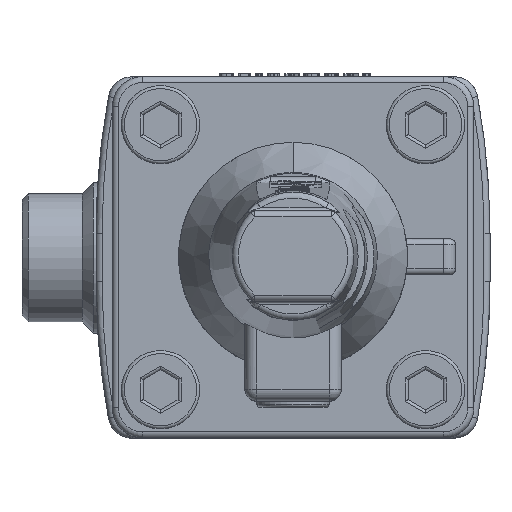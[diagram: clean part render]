
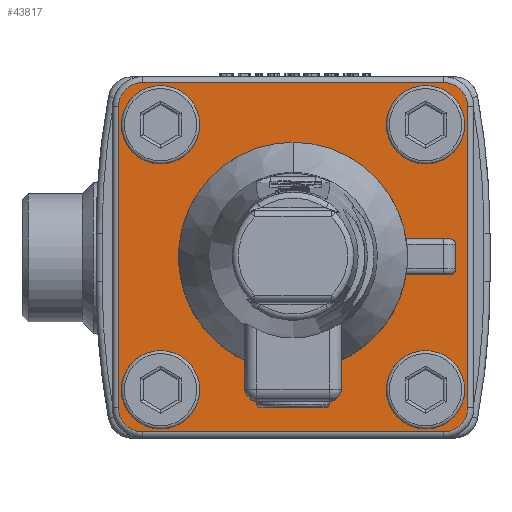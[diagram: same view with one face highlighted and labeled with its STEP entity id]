
A CAD part, top view. The second image highlights one B-rep face of the part: STEP entity #43817.
In plain terms, the highlighted planar face has unit normal (0, 0, 1).
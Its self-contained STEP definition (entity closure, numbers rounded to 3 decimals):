
#43651=CARTESIAN_POINT('',(-0.,0.,54.5));
#43652=DIRECTION('',(0.,0.,1.));
#43653=DIRECTION('',(0.,1.,-0.));
#43654=AXIS2_PLACEMENT_3D('',#43651,#43652,#43653);
#43655=PLANE('',#43654);
#43656=CARTESIAN_POINT('',(-22.,-16.,54.5));
#43657=VERTEX_POINT('',#43656);
#43658=CARTESIAN_POINT('',(-28.,-22.,54.5));
#43659=VERTEX_POINT('',#43658);
#43660=CARTESIAN_POINT('',(-22.,-22.,54.5));
#43661=DIRECTION('',(0.,0.,1.));
#43662=DIRECTION('',(-1.,0.,0.));
#43663=AXIS2_PLACEMENT_3D('',#43660,#43661,#43662);
#43664=CIRCLE('',#43663,6.);
#43665=EDGE_CURVE('',#43657,#43659,#43664,.T.);
#43666=ORIENTED_EDGE('',*,*,#43665,.F.);
#43667=CARTESIAN_POINT('',(-22.,-22.,54.5));
#43668=DIRECTION('',(0.,0.,1.));
#43669=DIRECTION('',(-1.,0.,0.));
#43670=AXIS2_PLACEMENT_3D('',#43667,#43668,#43669);
#43671=CIRCLE('',#43670,6.);
#43672=EDGE_CURVE('',#43659,#43657,#43671,.T.);
#43673=ORIENTED_EDGE('',*,*,#43672,.F.);
#43674=EDGE_LOOP('',(#43666,#43673));
#43675=FACE_BOUND('',#43674,.T.);
#43676=CARTESIAN_POINT('',(22.,28.,54.5));
#43677=VERTEX_POINT('',#43676);
#43678=CARTESIAN_POINT('',(16.,22.,54.5));
#43679=VERTEX_POINT('',#43678);
#43680=CARTESIAN_POINT('',(22.,22.,54.5));
#43681=DIRECTION('',(0.,0.,1.));
#43682=DIRECTION('',(-1.,0.,0.));
#43683=AXIS2_PLACEMENT_3D('',#43680,#43681,#43682);
#43684=CIRCLE('',#43683,6.);
#43685=EDGE_CURVE('',#43677,#43679,#43684,.T.);
#43686=ORIENTED_EDGE('',*,*,#43685,.F.);
#43687=CARTESIAN_POINT('',(22.,22.,54.5));
#43688=DIRECTION('',(0.,0.,1.));
#43689=DIRECTION('',(-1.,0.,0.));
#43690=AXIS2_PLACEMENT_3D('',#43687,#43688,#43689);
#43691=CIRCLE('',#43690,6.);
#43692=EDGE_CURVE('',#43679,#43677,#43691,.T.);
#43693=ORIENTED_EDGE('',*,*,#43692,.F.);
#43694=EDGE_LOOP('',(#43686,#43693));
#43695=FACE_BOUND('',#43694,.T.);
#43696=CARTESIAN_POINT('',(22.,-16.,54.5));
#43697=VERTEX_POINT('',#43696);
#43698=CARTESIAN_POINT('',(16.,-22.,54.5));
#43699=VERTEX_POINT('',#43698);
#43700=CARTESIAN_POINT('',(22.,-22.,54.5));
#43701=DIRECTION('',(0.,0.,1.));
#43702=DIRECTION('',(-1.,0.,0.));
#43703=AXIS2_PLACEMENT_3D('',#43700,#43701,#43702);
#43704=CIRCLE('',#43703,6.);
#43705=EDGE_CURVE('',#43697,#43699,#43704,.T.);
#43706=ORIENTED_EDGE('',*,*,#43705,.F.);
#43707=CARTESIAN_POINT('',(22.,-22.,54.5));
#43708=DIRECTION('',(0.,0.,1.));
#43709=DIRECTION('',(-1.,0.,0.));
#43710=AXIS2_PLACEMENT_3D('',#43707,#43708,#43709);
#43711=CIRCLE('',#43710,6.);
#43712=EDGE_CURVE('',#43699,#43697,#43711,.T.);
#43713=ORIENTED_EDGE('',*,*,#43712,.F.);
#43714=EDGE_LOOP('',(#43706,#43713));
#43715=FACE_BOUND('',#43714,.T.);
#43716=CARTESIAN_POINT('',(-22.,28.,54.5));
#43717=VERTEX_POINT('',#43716);
#43718=CARTESIAN_POINT('',(-28.,22.,54.5));
#43719=VERTEX_POINT('',#43718);
#43720=CARTESIAN_POINT('',(-22.,22.,54.5));
#43721=DIRECTION('',(0.,0.,1.));
#43722=DIRECTION('',(-1.,0.,0.));
#43723=AXIS2_PLACEMENT_3D('',#43720,#43721,#43722);
#43724=CIRCLE('',#43723,6.);
#43725=EDGE_CURVE('',#43717,#43719,#43724,.T.);
#43726=ORIENTED_EDGE('',*,*,#43725,.F.);
#43727=CARTESIAN_POINT('',(-22.,22.,54.5));
#43728=DIRECTION('',(0.,0.,1.));
#43729=DIRECTION('',(-1.,0.,0.));
#43730=AXIS2_PLACEMENT_3D('',#43727,#43728,#43729);
#43731=CIRCLE('',#43730,6.);
#43732=EDGE_CURVE('',#43719,#43717,#43731,.T.);
#43733=ORIENTED_EDGE('',*,*,#43732,.F.);
#43734=EDGE_LOOP('',(#43726,#43733));
#43735=FACE_BOUND('',#43734,.T.);
#43736=CARTESIAN_POINT('',(-0.,15.5,54.5));
#43737=VERTEX_POINT('',#43736);
#43738=CARTESIAN_POINT('',(-0.,0.,54.5));
#43739=DIRECTION('',(0.,0.,1.));
#43740=DIRECTION('',(0.,1.,-0.));
#43741=AXIS2_PLACEMENT_3D('',#43738,#43739,#43740);
#43742=CIRCLE('',#43741,15.5);
#43743=EDGE_CURVE('',#43737,#43737,#43742,.T.);
#43744=ORIENTED_EDGE('',*,*,#43743,.F.);
#43745=EDGE_LOOP('',(#43744));
#43746=FACE_BOUND('',#43745,.T.);
#43747=CARTESIAN_POINT('',(-29.,-25.,54.5));
#43748=VERTEX_POINT('',#43747);
#43749=CARTESIAN_POINT('',(-25.,-29.,54.5));
#43750=VERTEX_POINT('',#43749);
#43751=CARTESIAN_POINT('',(-25.,-25.,54.5));
#43752=DIRECTION('',(0.,0.,1.));
#43753=DIRECTION('',(-0.,-1.,0.));
#43754=AXIS2_PLACEMENT_3D('',#43751,#43752,#43753);
#43755=CIRCLE('',#43754,4.);
#43756=EDGE_CURVE('',#43748,#43750,#43755,.T.);
#43757=ORIENTED_EDGE('',*,*,#43756,.T.);
#43758=CARTESIAN_POINT('',(25.,-29.,54.5));
#43759=VERTEX_POINT('',#43758);
#43760=CARTESIAN_POINT('',(-25.,-29.,54.5));
#43761=DIRECTION('',(1.,-0.,-0.));
#43762=VECTOR('',#43761,50.);
#43763=LINE('',#43760,#43762);
#43764=EDGE_CURVE('',#43750,#43759,#43763,.T.);
#43765=ORIENTED_EDGE('',*,*,#43764,.T.);
#43766=CARTESIAN_POINT('',(29.,-25.,54.5));
#43767=VERTEX_POINT('',#43766);
#43768=CARTESIAN_POINT('',(25.,-25.,54.5));
#43769=DIRECTION('',(0.,0.,1.));
#43770=DIRECTION('',(-0.,-1.,0.));
#43771=AXIS2_PLACEMENT_3D('',#43768,#43769,#43770);
#43772=CIRCLE('',#43771,4.);
#43773=EDGE_CURVE('',#43759,#43767,#43772,.T.);
#43774=ORIENTED_EDGE('',*,*,#43773,.T.);
#43775=CARTESIAN_POINT('',(29.,25.,54.5));
#43776=VERTEX_POINT('',#43775);
#43777=CARTESIAN_POINT('',(29.,-25.,54.5));
#43778=DIRECTION('',(0.,1.,0.));
#43779=VECTOR('',#43778,50.);
#43780=LINE('',#43777,#43779);
#43781=EDGE_CURVE('',#43767,#43776,#43780,.T.);
#43782=ORIENTED_EDGE('',*,*,#43781,.T.);
#43783=CARTESIAN_POINT('',(25.,29.,54.5));
#43784=VERTEX_POINT('',#43783);
#43785=CARTESIAN_POINT('',(25.,25.,54.5));
#43786=DIRECTION('',(0.,0.,1.));
#43787=DIRECTION('',(-0.,-1.,0.));
#43788=AXIS2_PLACEMENT_3D('',#43785,#43786,#43787);
#43789=CIRCLE('',#43788,4.);
#43790=EDGE_CURVE('',#43776,#43784,#43789,.T.);
#43791=ORIENTED_EDGE('',*,*,#43790,.T.);
#43792=CARTESIAN_POINT('',(-25.,29.,54.5));
#43793=VERTEX_POINT('',#43792);
#43794=CARTESIAN_POINT('',(25.,29.,54.5));
#43795=DIRECTION('',(-1.,0.,0.));
#43796=VECTOR('',#43795,50.);
#43797=LINE('',#43794,#43796);
#43798=EDGE_CURVE('',#43784,#43793,#43797,.T.);
#43799=ORIENTED_EDGE('',*,*,#43798,.T.);
#43800=CARTESIAN_POINT('',(-29.,25.,54.5));
#43801=VERTEX_POINT('',#43800);
#43802=CARTESIAN_POINT('',(-25.,25.,54.5));
#43803=DIRECTION('',(0.,0.,1.));
#43804=DIRECTION('',(-0.,-1.,0.));
#43805=AXIS2_PLACEMENT_3D('',#43802,#43803,#43804);
#43806=CIRCLE('',#43805,4.);
#43807=EDGE_CURVE('',#43793,#43801,#43806,.T.);
#43808=ORIENTED_EDGE('',*,*,#43807,.T.);
#43809=CARTESIAN_POINT('',(-29.,25.,54.5));
#43810=DIRECTION('',(-0.,-1.,-0.));
#43811=VECTOR('',#43810,50.);
#43812=LINE('',#43809,#43811);
#43813=EDGE_CURVE('',#43801,#43748,#43812,.T.);
#43814=ORIENTED_EDGE('',*,*,#43813,.T.);
#43815=EDGE_LOOP('',(#43757,#43765,#43774,#43782,#43791,#43799,#43808,#43814));
#43816=FACE_BOUND('',#43815,.T.);
#43817=ADVANCED_FACE('',(#43675,#43695,#43715,#43735,#43746,#43816),#43655,.T.);
